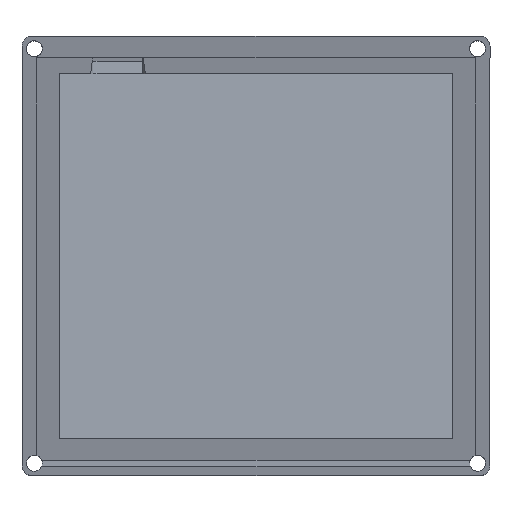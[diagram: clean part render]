
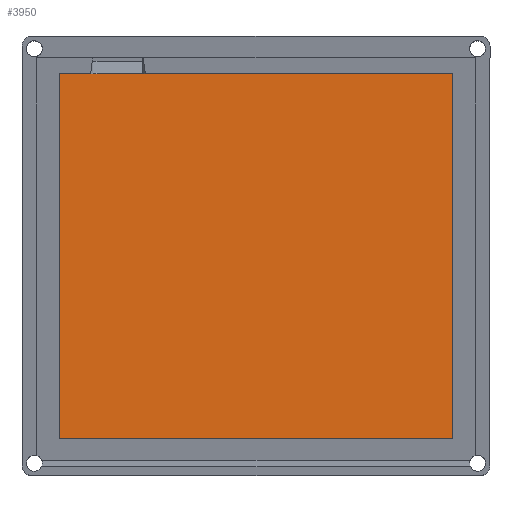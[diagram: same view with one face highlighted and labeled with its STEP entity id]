
A CAD part, top view. The second image highlights one B-rep face of the part: STEP entity #3950.
In plain terms, the highlighted planar face has unit normal (0, 0, 1).
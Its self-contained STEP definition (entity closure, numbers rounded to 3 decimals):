
#336=PLANE('',#4136);
#535=FACE_OUTER_BOUND('',#766,.T.);
#766=EDGE_LOOP('',(#3636,#3637,#3638,#3639));
#1181=LINE('',#6974,#1601);
#1182=LINE('',#6976,#1602);
#1183=LINE('',#6978,#1603);
#1184=LINE('',#6979,#1604);
#1601=VECTOR('',#4863,10.);
#1602=VECTOR('',#4864,10.);
#1603=VECTOR('',#4865,10.);
#1604=VECTOR('',#4866,10.);
#2016=VERTEX_POINT('',#6972);
#2017=VERTEX_POINT('',#6973);
#2018=VERTEX_POINT('',#6975);
#2019=VERTEX_POINT('',#6977);
#2564=EDGE_CURVE('',#2016,#2017,#1181,.T.);
#2565=EDGE_CURVE('',#2018,#2016,#1182,.T.);
#2566=EDGE_CURVE('',#2019,#2018,#1183,.T.);
#2567=EDGE_CURVE('',#2017,#2019,#1184,.T.);
#3636=ORIENTED_EDGE('',*,*,#2564,.F.);
#3637=ORIENTED_EDGE('',*,*,#2565,.F.);
#3638=ORIENTED_EDGE('',*,*,#2566,.F.);
#3639=ORIENTED_EDGE('',*,*,#2567,.F.);
#3950=ADVANCED_FACE('',(#535),#336,.T.);
#4136=AXIS2_PLACEMENT_3D('',#6971,#4861,#4862);
#4861=DIRECTION('center_axis',(0.,0.,1.));
#4862=DIRECTION('ref_axis',(1.,0.,0.));
#4863=DIRECTION('',(0.,-1.,0.));
#4864=DIRECTION('',(1.,0.,0.));
#4865=DIRECTION('',(0.,1.,0.));
#4866=DIRECTION('',(-1.,0.,0.));
#6971=CARTESIAN_POINT('Origin',(-48.216,-24.231,10.));
#6972=CARTESIAN_POINT('',(33.284,51.509,10.));
#6973=CARTESIAN_POINT('',(33.284,-21.731,10.));
#6974=CARTESIAN_POINT('',(33.284,-4.768,10.));
#6975=CARTESIAN_POINT('',(-45.716,51.509,10.));
#6976=CARTESIAN_POINT('',(-48.216,51.509,10.));
#6977=CARTESIAN_POINT('',(-45.716,-21.731,10.));
#6978=CARTESIAN_POINT('',(-45.716,-4.671,10.));
#6979=CARTESIAN_POINT('',(-48.216,-21.731,10.));
